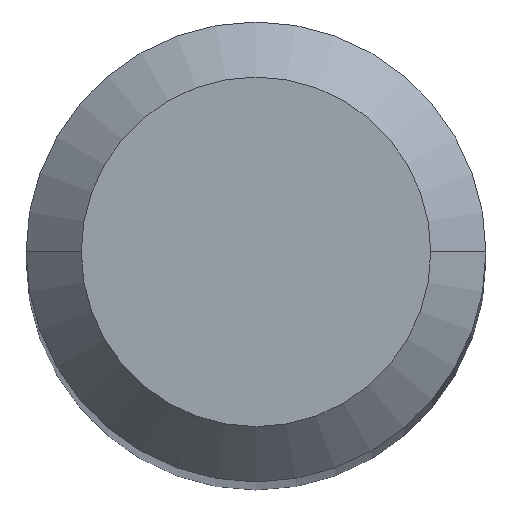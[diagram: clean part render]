
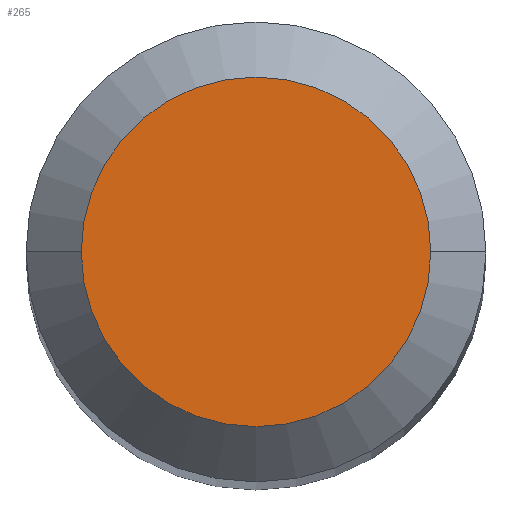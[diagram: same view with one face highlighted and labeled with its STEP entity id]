
A CAD part, top view. The second image highlights one B-rep face of the part: STEP entity #265.
In plain terms, the highlighted planar face has unit normal (0, 0, 1).
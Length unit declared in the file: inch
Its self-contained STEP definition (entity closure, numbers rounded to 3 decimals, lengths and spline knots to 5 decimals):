
#20 = CARTESIAN_POINT ( 'NONE',  ( 0., 0.0475, 0. ) ) ;
#63 = AXIS2_PLACEMENT_3D ( 'NONE', #20, #315, #172 ) ;
#160 = EDGE_LOOP ( 'NONE', ( #253, #402 ) ) ;
#171 = CIRCLE ( 'NONE', #301, 0.0475 ) ;
#172 = DIRECTION ( 'NONE',  ( -1., 0., 0. ) ) ;
#175 = EDGE_CURVE ( 'NONE', #292, #251, #190, .T. ) ;
#177 = DIRECTION ( 'NONE',  ( 1., 0., 0. ) ) ;
#190 = CIRCLE ( 'NONE', #463, 0.0475 ) ;
#209 = DIRECTION ( 'NONE',  ( 0., 0., 1. ) ) ;
#240 = CARTESIAN_POINT ( 'NONE',  ( 0.0475, 0., 0. ) ) ;
#243 = CARTESIAN_POINT ( 'NONE',  ( -0.0475, 0., 0. ) ) ;
#248 = DIRECTION ( 'NONE',  ( 0., 0., 1. ) ) ;
#251 = VERTEX_POINT ( 'NONE', #240 ) ;
#253 = ORIENTED_EDGE ( 'NONE', *, *, #175, .T. ) ;
#265 = ADVANCED_FACE ( 'NONE', ( #342 ), #387, .F. ) ;
#284 = EDGE_CURVE ( 'NONE', #251, #292, #171, .T. ) ;
#292 = VERTEX_POINT ( 'NONE', #243 ) ;
#301 = AXIS2_PLACEMENT_3D ( 'NONE', #317, #248, #359 ) ;
#315 = DIRECTION ( 'NONE',  ( 0., 0., -1. ) ) ;
#317 = CARTESIAN_POINT ( 'NONE',  ( 0., 0., 0. ) ) ;
#342 = FACE_OUTER_BOUND ( 'NONE', #160, .T. ) ;
#359 = DIRECTION ( 'NONE',  ( 1., 0., 0. ) ) ;
#362 = CARTESIAN_POINT ( 'NONE',  ( 0., 0., 0. ) ) ;
#387 = PLANE ( 'NONE',  #63 ) ;
#402 = ORIENTED_EDGE ( 'NONE', *, *, #284, .T. ) ;
#463 = AXIS2_PLACEMENT_3D ( 'NONE', #362, #209, #177 ) ;
